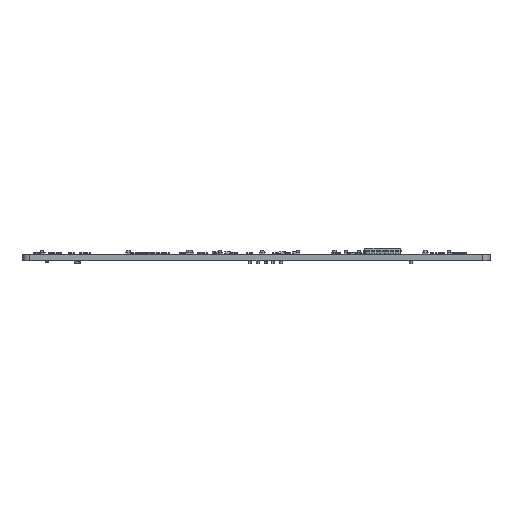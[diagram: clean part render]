
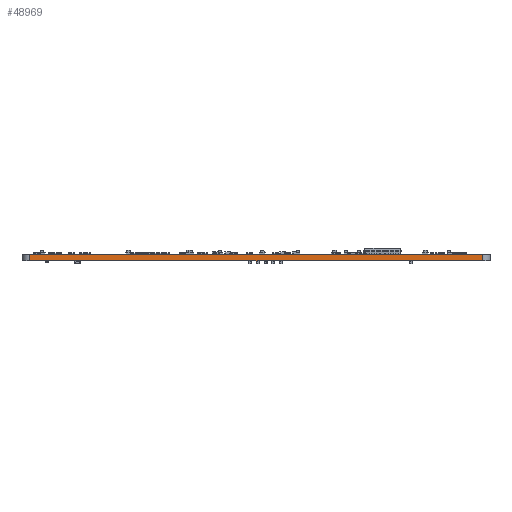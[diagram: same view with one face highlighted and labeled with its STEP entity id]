
A CAD part, front view. The second image highlights one B-rep face of the part: STEP entity #48969.
In plain terms, the highlighted planar face has unit normal (0, -1, 0).
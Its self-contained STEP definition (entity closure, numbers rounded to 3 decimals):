
#43999 = PLANE('',#44000);
#44000 = AXIS2_PLACEMENT_3D('',#44001,#44002,#44003);
#44001 = CARTESIAN_POINT('',(39.37,-153.162,1.6));
#44002 = DIRECTION('',(0.,0.,-1.));
#44003 = DIRECTION('',(-1.,0.,0.));
#44027 = CYLINDRICAL_SURFACE('',#44028,2.032);
#44028 = AXIS2_PLACEMENT_3D('',#44029,#44030,#44031);
#44029 = CARTESIAN_POINT('',(41.402,-161.798,0.));
#44030 = DIRECTION('',(0.,0.,-1.));
#44031 = DIRECTION('',(1.,0.,0.));
#44053 = PLANE('',#44054);
#44054 = AXIS2_PLACEMENT_3D('',#44055,#44056,#44057);
#44055 = CARTESIAN_POINT('',(39.37,-153.162,0.));
#44056 = DIRECTION('',(0.,0.,-1.));
#44057 = DIRECTION('',(-1.,0.,0.));
#44156 = VERTEX_POINT('',#44157);
#44157 = CARTESIAN_POINT('',(41.402,-163.83,1.6));
#44183 = EDGE_CURVE('',#44184,#44156,#44186,.T.);
#44184 = VERTEX_POINT('',#44185);
#44185 = CARTESIAN_POINT('',(41.402,-163.83,0.));
#44186 = SURFACE_CURVE('',#44187,(#44191,#44198),.PCURVE_S1.);
#44187 = LINE('',#44188,#44189);
#44188 = CARTESIAN_POINT('',(41.402,-163.83,0.));
#44189 = VECTOR('',#44190,1.);
#44190 = DIRECTION('',(0.,0.,1.));
#44191 = PCURVE('',#44027,#44192);
#44192 = DEFINITIONAL_REPRESENTATION('',(#44193),#44197);
#44193 = LINE('',#44194,#44195);
#44194 = CARTESIAN_POINT('',(-4.712,0.));
#44195 = VECTOR('',#44196,1.);
#44196 = DIRECTION('',(0.,-1.));
#44197 = ( GEOMETRIC_REPRESENTATION_CONTEXT(2) 
PARAMETRIC_REPRESENTATION_CONTEXT() REPRESENTATION_CONTEXT('2D SPACE',''
  ) );
#44198 = PCURVE('',#44199,#44204);
#44199 = PLANE('',#44200);
#44200 = AXIS2_PLACEMENT_3D('',#44201,#44202,#44203);
#44201 = CARTESIAN_POINT('',(41.402,-163.83,0.));
#44202 = DIRECTION('',(0.,1.,0.));
#44203 = DIRECTION('',(1.,0.,0.));
#44204 = DEFINITIONAL_REPRESENTATION('',(#44205),#44209);
#44205 = LINE('',#44206,#44207);
#44206 = CARTESIAN_POINT('',(0.,0.));
#44207 = VECTOR('',#44208,1.);
#44208 = DIRECTION('',(0.,-1.));
#44209 = ( GEOMETRIC_REPRESENTATION_CONTEXT(2) 
PARAMETRIC_REPRESENTATION_CONTEXT() REPRESENTATION_CONTEXT('2D SPACE',''
  ) );
#44796 = VERTEX_POINT('',#44797);
#44797 = CARTESIAN_POINT('',(161.798,-163.83,0.));
#44816 = CYLINDRICAL_SURFACE('',#44817,2.032);
#44817 = AXIS2_PLACEMENT_3D('',#44818,#44819,#44820);
#44818 = CARTESIAN_POINT('',(161.798,-161.798,0.));
#44819 = DIRECTION('',(0.,0.,-1.));
#44820 = DIRECTION('',(1.,0.,0.));
#44828 = EDGE_CURVE('',#44184,#44796,#44829,.T.);
#44829 = SURFACE_CURVE('',#44830,(#44834,#44841),.PCURVE_S1.);
#44830 = LINE('',#44831,#44832);
#44831 = CARTESIAN_POINT('',(41.402,-163.83,0.));
#44832 = VECTOR('',#44833,1.);
#44833 = DIRECTION('',(1.,0.,0.));
#44834 = PCURVE('',#44053,#44835);
#44835 = DEFINITIONAL_REPRESENTATION('',(#44836),#44840);
#44836 = LINE('',#44837,#44838);
#44837 = CARTESIAN_POINT('',(-2.032,-10.668));
#44838 = VECTOR('',#44839,1.);
#44839 = DIRECTION('',(-1.,0.));
#44840 = ( GEOMETRIC_REPRESENTATION_CONTEXT(2) 
PARAMETRIC_REPRESENTATION_CONTEXT() REPRESENTATION_CONTEXT('2D SPACE',''
  ) );
#44841 = PCURVE('',#44199,#44842);
#44842 = DEFINITIONAL_REPRESENTATION('',(#44843),#44847);
#44843 = LINE('',#44844,#44845);
#44844 = CARTESIAN_POINT('',(0.,0.));
#44845 = VECTOR('',#44846,1.);
#44846 = DIRECTION('',(1.,0.));
#44847 = ( GEOMETRIC_REPRESENTATION_CONTEXT(2) 
PARAMETRIC_REPRESENTATION_CONTEXT() REPRESENTATION_CONTEXT('2D SPACE',''
  ) );
#47244 = VERTEX_POINT('',#47245);
#47245 = CARTESIAN_POINT('',(161.798,-163.83,1.6));
#47271 = EDGE_CURVE('',#44156,#47244,#47272,.T.);
#47272 = SURFACE_CURVE('',#47273,(#47277,#47284),.PCURVE_S1.);
#47273 = LINE('',#47274,#47275);
#47274 = CARTESIAN_POINT('',(41.402,-163.83,1.6));
#47275 = VECTOR('',#47276,1.);
#47276 = DIRECTION('',(1.,0.,0.));
#47277 = PCURVE('',#43999,#47278);
#47278 = DEFINITIONAL_REPRESENTATION('',(#47279),#47283);
#47279 = LINE('',#47280,#47281);
#47280 = CARTESIAN_POINT('',(-2.032,-10.668));
#47281 = VECTOR('',#47282,1.);
#47282 = DIRECTION('',(-1.,0.));
#47283 = ( GEOMETRIC_REPRESENTATION_CONTEXT(2) 
PARAMETRIC_REPRESENTATION_CONTEXT() REPRESENTATION_CONTEXT('2D SPACE',''
  ) );
#47284 = PCURVE('',#44199,#47285);
#47285 = DEFINITIONAL_REPRESENTATION('',(#47286),#47290);
#47286 = LINE('',#47287,#47288);
#47287 = CARTESIAN_POINT('',(0.,-1.6));
#47288 = VECTOR('',#47289,1.);
#47289 = DIRECTION('',(1.,0.));
#47290 = ( GEOMETRIC_REPRESENTATION_CONTEXT(2) 
PARAMETRIC_REPRESENTATION_CONTEXT() REPRESENTATION_CONTEXT('2D SPACE',''
  ) );
#48969 = ADVANCED_FACE('',(#48970),#44199,.F.);
#48970 = FACE_BOUND('',#48971,.F.);
#48971 = EDGE_LOOP('',(#48972,#48973,#48974,#48995));
#48972 = ORIENTED_EDGE('',*,*,#44183,.T.);
#48973 = ORIENTED_EDGE('',*,*,#47271,.T.);
#48974 = ORIENTED_EDGE('',*,*,#48975,.F.);
#48975 = EDGE_CURVE('',#44796,#47244,#48976,.T.);
#48976 = SURFACE_CURVE('',#48977,(#48981,#48988),.PCURVE_S1.);
#48977 = LINE('',#48978,#48979);
#48978 = CARTESIAN_POINT('',(161.798,-163.83,0.));
#48979 = VECTOR('',#48980,1.);
#48980 = DIRECTION('',(0.,0.,1.));
#48981 = PCURVE('',#44199,#48982);
#48982 = DEFINITIONAL_REPRESENTATION('',(#48983),#48987);
#48983 = LINE('',#48984,#48985);
#48984 = CARTESIAN_POINT('',(120.396,0.));
#48985 = VECTOR('',#48986,1.);
#48986 = DIRECTION('',(0.,-1.));
#48987 = ( GEOMETRIC_REPRESENTATION_CONTEXT(2) 
PARAMETRIC_REPRESENTATION_CONTEXT() REPRESENTATION_CONTEXT('2D SPACE',''
  ) );
#48988 = PCURVE('',#44816,#48989);
#48989 = DEFINITIONAL_REPRESENTATION('',(#48990),#48994);
#48990 = LINE('',#48991,#48992);
#48991 = CARTESIAN_POINT('',(-4.712,0.));
#48992 = VECTOR('',#48993,1.);
#48993 = DIRECTION('',(0.,-1.));
#48994 = ( GEOMETRIC_REPRESENTATION_CONTEXT(2) 
PARAMETRIC_REPRESENTATION_CONTEXT() REPRESENTATION_CONTEXT('2D SPACE',''
  ) );
#48995 = ORIENTED_EDGE('',*,*,#44828,.F.);
